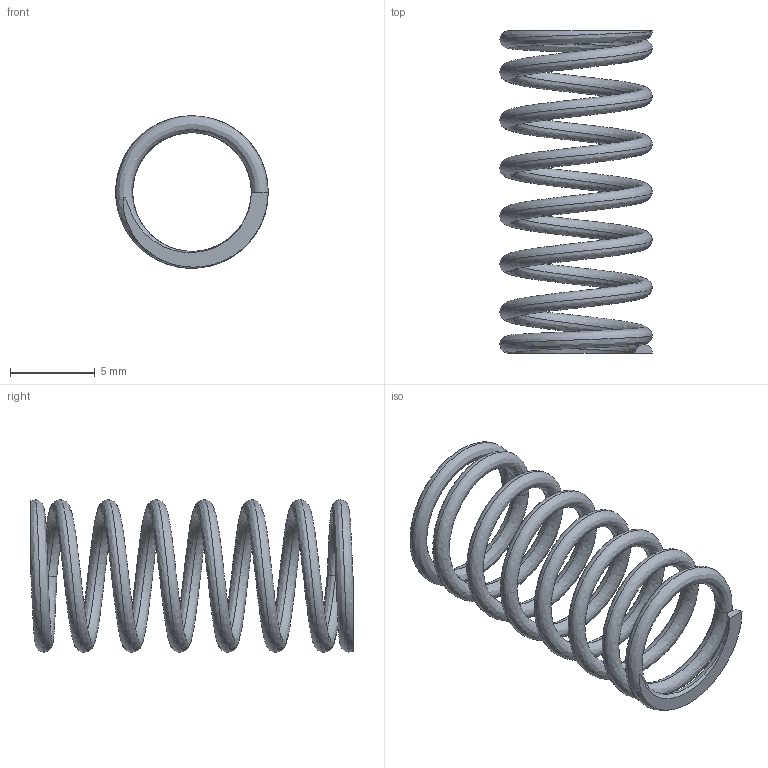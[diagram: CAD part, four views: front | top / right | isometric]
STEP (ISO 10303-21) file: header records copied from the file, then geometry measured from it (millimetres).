
FILE_DESCRIPTION (( 'STEP AP203' ), '1' );
FILE_NAME ('Compression Spring- 19mm- 7.5 OD- 5.6 ID.step_Default_sldprt.STEP', '2022-11-09T04:41:26', ( '' ), ( '' ), 'SwSTEP 2.0', 'SolidWorks 2022', '' );
FILE_SCHEMA (( 'CONFIG_CONTROL_DESIGN' ));
Length unit declared in the file: millimetre
Products named in the file (1): Compression Spring- 19mm- 7.5 OD- 5.6 ID.step_Default_sldprt
Bounding box: 9 x 19 x 9 mm (x, y, z)
Volume: 153.2 mm3; surface area: 630.2 mm2
Topology: 1 solids, 1 shells, 10 faces, 16 edges, 8 vertices
Faces by surface type: bspline 6, plane 4
Entity records: 3236 total; most frequent: CARTESIAN_POINT 3032, ORIENTED_EDGE 32, EDGE_CURVE 16, DIRECTION 14, EDGE_LOOP 10, FACE_OUTER_BOUND 10, ADVANCED_FACE 10, PERSON_AND_ORGANIZATION 8
